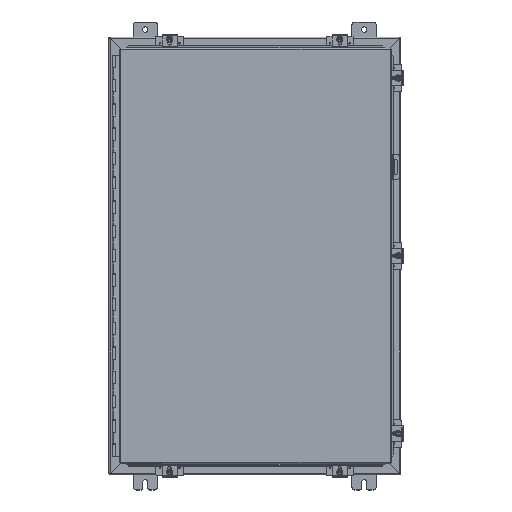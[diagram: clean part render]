
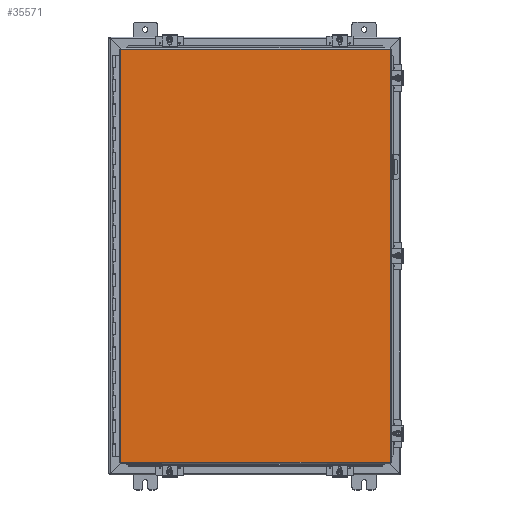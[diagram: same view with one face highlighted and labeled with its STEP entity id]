
A CAD part, top view. The second image highlights one B-rep face of the part: STEP entity #35571.
In plain terms, the highlighted face is planar.
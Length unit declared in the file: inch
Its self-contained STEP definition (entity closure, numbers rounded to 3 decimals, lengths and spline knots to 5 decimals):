
#5133 = CARTESIAN_POINT ( 'NONE',  ( -11.08225, 16.9885, 0. ) ) ;
#10122 = LINE ( 'NONE', #26081, #17708 ) ;
#10319 = VECTOR ( 'NONE', #46504, 39.37008 ) ;
#11303 = AXIS2_PLACEMENT_3D ( 'NONE', #17043, #16993, #16982 ) ;
#11626 = VERTEX_POINT ( 'NONE', #41792 ) ;
#12244 = DIRECTION ( 'NONE',  ( 0., 1., 0. ) ) ;
#12406 = CARTESIAN_POINT ( 'NONE',  ( -11.08225, -8.49425, 0. ) ) ;
#13196 = ORIENTED_EDGE ( 'NONE', *, *, #18778, .T. ) ;
#13202 = EDGE_CURVE ( 'NONE', #36829, #11626, #17555, .T. ) ;
#15538 = VERTEX_POINT ( 'NONE', #15910 ) ;
#15910 = CARTESIAN_POINT ( 'NONE',  ( -11.08225, -16.9885, 0. ) ) ;
#16982 = DIRECTION ( 'NONE',  ( 1., 0., 0. ) ) ;
#16993 = DIRECTION ( 'NONE',  ( 0., 0., 1. ) ) ;
#17043 = CARTESIAN_POINT ( 'NONE',  ( 0., 0., 0. ) ) ;
#17555 = LINE ( 'NONE', #42635, #19007 ) ;
#17594 = PLANE ( 'NONE',  #11303 ) ;
#17708 = VECTOR ( 'NONE', #26944, 39.37008 ) ;
#18778 = EDGE_CURVE ( 'NONE', #11626, #15538, #10122, .T. ) ;
#19007 = VECTOR ( 'NONE', #41264, 39.37008 ) ;
#19551 = ORIENTED_EDGE ( 'NONE', *, *, #20822, .T. ) ;
#20822 = EDGE_CURVE ( 'NONE', #37994, #36829, #44236, .T. ) ;
#26081 = CARTESIAN_POINT ( 'NONE',  ( 5.54112, -16.9885, 0. ) ) ;
#26903 = LINE ( 'NONE', #12406, #45363 ) ;
#26944 = DIRECTION ( 'NONE',  ( -1., 0., 0. ) ) ;
#30701 = EDGE_CURVE ( 'NONE', #15538, #37994, #26903, .T. ) ;
#31874 = ORIENTED_EDGE ( 'NONE', *, *, #13202, .T. ) ;
#32464 = FACE_OUTER_BOUND ( 'NONE', #39507, .T. ) ;
#33752 = CARTESIAN_POINT ( 'NONE',  ( 11.08225, 16.9885, 0. ) ) ;
#35571 = ADVANCED_FACE ( 'NONE', ( #32464 ), #17594, .F. ) ;
#36829 = VERTEX_POINT ( 'NONE', #33752 ) ;
#37994 = VERTEX_POINT ( 'NONE', #5133 ) ;
#39507 = EDGE_LOOP ( 'NONE', ( #46064, #19551, #31874, #13196 ) ) ;
#41264 = DIRECTION ( 'NONE',  ( 0., -1., 0. ) ) ;
#41792 = CARTESIAN_POINT ( 'NONE',  ( 11.08225, -16.9885, 0. ) ) ;
#42635 = CARTESIAN_POINT ( 'NONE',  ( 11.08225, 8.49425, 0. ) ) ;
#44236 = LINE ( 'NONE', #46691, #10319 ) ;
#45363 = VECTOR ( 'NONE', #12244, 39.37008 ) ;
#46064 = ORIENTED_EDGE ( 'NONE', *, *, #30701, .T. ) ;
#46504 = DIRECTION ( 'NONE',  ( 1., 0., 0. ) ) ;
#46691 = CARTESIAN_POINT ( 'NONE',  ( -5.59375, 16.9885, 0. ) ) ;
